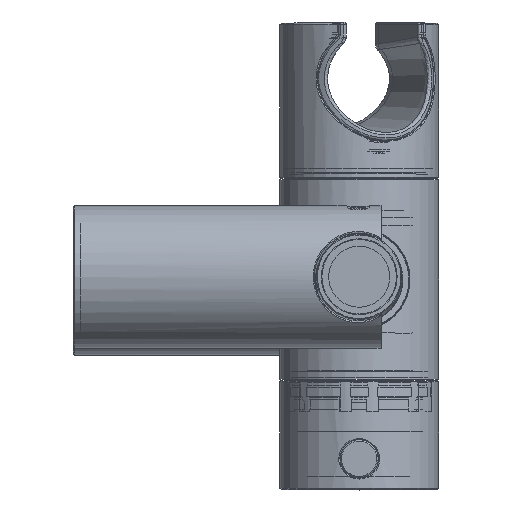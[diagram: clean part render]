
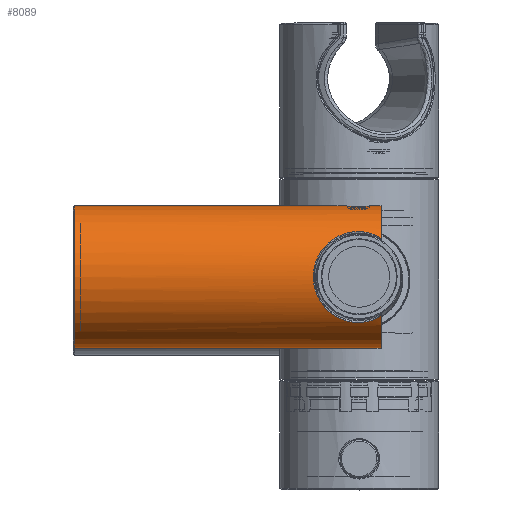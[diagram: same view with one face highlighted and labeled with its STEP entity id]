
A CAD part, top view. The second image highlights one B-rep face of the part: STEP entity #8089.
In plain terms, the highlighted cylindrical face has radius 15 mm (diameter 30 mm), a full revolution.
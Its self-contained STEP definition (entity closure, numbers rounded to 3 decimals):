
#906=CIRCLE('',#8559,15.);
#907=CIRCLE('',#8560,15.);
#908=CIRCLE('',#8561,15.);
#1388=ORIENTED_EDGE('',*,*,#3298,.F.);
#1389=ORIENTED_EDGE('',*,*,#3299,.T.);
#1390=ORIENTED_EDGE('',*,*,#3300,.T.);
#1391=ORIENTED_EDGE('',*,*,#3301,.T.);
#1392=ORIENTED_EDGE('',*,*,#3302,.T.);
#1393=ORIENTED_EDGE('',*,*,#3303,.T.);
#3298=EDGE_CURVE('',#4253,#4253,#4905,.T.);
#3299=EDGE_CURVE('',#4254,#4255,#4906,.T.);
#3300=EDGE_CURVE('',#4255,#4256,#906,.T.);
#3301=EDGE_CURVE('',#4256,#4257,#4907,.T.);
#3302=EDGE_CURVE('',#4257,#4254,#907,.T.);
#3303=EDGE_CURVE('',#4258,#4258,#908,.F.);
#4253=VERTEX_POINT('',#11549);
#4254=VERTEX_POINT('',#11569);
#4255=VERTEX_POINT('',#11570);
#4256=VERTEX_POINT('',#11572);
#4257=VERTEX_POINT('',#11592);
#4258=VERTEX_POINT('',#11595);
#4905=B_SPLINE_CURVE_WITH_KNOTS('',3,(#11537,#11538,#11539,#11540,#11541,
#11542,#11543,#11544,#11545,#11546,#11547,#11548),.UNSPECIFIED.,.T.,.F.,
(1,1,1,1,1,1,1,1,1,1,1,1,1,1,1,1),(-0.005,-0.004,
-0.002,0.,0.002,0.004,0.006,
0.008,0.01,0.011,0.012,
0.014,0.016,0.017,0.019,
0.021),.UNSPECIFIED.);
#4906=B_SPLINE_CURVE_WITH_KNOTS('',3,(#11550,#11551,#11552,#11553,#11554,
#11555,#11556,#11557,#11558,#11559,#11560,#11561,#11562,#11563,#11564,#11565,
#11566,#11567,#11568),.UNSPECIFIED.,.F.,.F.,(4,1,1,1,1,1,1,1,1,1,1,1,1,
1,1,1,4),(0.,0.003,0.005,0.008,
0.01,0.013,0.016,0.018,
0.021,0.023,0.026,0.029,
0.031,0.034,0.036,0.039,
0.041),.UNSPECIFIED.);
#4907=B_SPLINE_CURVE_WITH_KNOTS('',3,(#11573,#11574,#11575,#11576,#11577,
#11578,#11579,#11580,#11581,#11582,#11583,#11584,#11585,#11586,#11587,#11588,
#11589,#11590,#11591),.UNSPECIFIED.,.F.,.F.,(4,1,1,1,1,1,1,1,1,1,1,1,1,
1,1,1,4),(0.,0.003,0.005,0.008,
0.01,0.013,0.016,0.018,
0.021,0.023,0.026,0.029,
0.031,0.034,0.036,0.039,
0.042),.UNSPECIFIED.);
#5098=EDGE_LOOP('',(#1388));
#5099=EDGE_LOOP('',(#1389,#1390,#1391,#1392));
#5100=EDGE_LOOP('',(#1393));
#5640=FACE_BOUND('',#5098,.T.);
#5641=FACE_BOUND('',#5099,.T.);
#5642=FACE_BOUND('',#5100,.T.);
#6183=CYLINDRICAL_SURFACE('',#8558,15.);
#8089=ADVANCED_FACE('',(#5640,#5641,#5642),#6183,.T.);
#8558=AXIS2_PLACEMENT_3D('',#11536,#9461,#9462);
#8559=AXIS2_PLACEMENT_3D('',#11571,#9463,#9464);
#8560=AXIS2_PLACEMENT_3D('',#11593,#9465,#9466);
#8561=AXIS2_PLACEMENT_3D('',#11594,#9467,#9468);
#9461=DIRECTION('',(-1.,0.,0.));
#9462=DIRECTION('',(0.,0.,1.));
#9463=DIRECTION('',(-1.,0.,0.));
#9464=DIRECTION('',(0.,0.,1.));
#9465=DIRECTION('',(-1.,0.,0.));
#9466=DIRECTION('',(0.,0.,1.));
#9467=DIRECTION('',(-1.,0.,0.));
#9468=DIRECTION('',(0.,0.,1.));
#11536=CARTESIAN_POINT('',(65.,0.,0.));
#11537=CARTESIAN_POINT('',(60.045,-2.611,-14.767));
#11538=CARTESIAN_POINT('',(58.082,-1.942,-14.894));
#11539=CARTESIAN_POINT('',(57.125,-0.046,-15.051));
#11540=CARTESIAN_POINT('',(58.019,1.89,-14.903));
#11541=CARTESIAN_POINT('',(59.96,2.608,-14.766));
#11542=CARTESIAN_POINT('',(61.916,1.94,-14.895));
#11543=CARTESIAN_POINT('',(62.711,0.376,-15.023));
#11544=CARTESIAN_POINT('',(62.437,-0.934,-14.98));
#11545=CARTESIAN_POINT('',(61.656,-2.,-14.879));
#11546=CARTESIAN_POINT('',(60.045,-2.611,-14.767));
#11547=CARTESIAN_POINT('',(58.082,-1.942,-14.894));
#11548=CARTESIAN_POINT('',(57.125,-0.046,-15.051));
#11549=CARTESIAN_POINT('',(58.25,-1.737,-14.899));
#11550=CARTESIAN_POINT('',(64.8,12.527,8.25));
#11551=CARTESIAN_POINT('',(64.098,12.251,8.67));
#11552=CARTESIAN_POINT('',(62.587,11.756,9.329));
#11553=CARTESIAN_POINT('',(60.02,11.44,9.7));
#11554=CARTESIAN_POINT('',(57.439,11.748,9.339));
#11555=CARTESIAN_POINT('',(55.159,12.494,8.347));
#11556=CARTESIAN_POINT('',(53.249,13.393,6.848));
#11557=CARTESIAN_POINT('',(51.763,14.235,4.905));
#11558=CARTESIAN_POINT('',(50.789,14.844,2.604));
#11559=CARTESIAN_POINT('',(50.433,15.076,0.006));
#11560=CARTESIAN_POINT('',(50.777,14.852,-2.554));
#11561=CARTESIAN_POINT('',(51.75,14.242,-4.888));
#11562=CARTESIAN_POINT('',(53.24,13.398,-6.839));
#11563=CARTESIAN_POINT('',(55.148,12.498,-8.34));
#11564=CARTESIAN_POINT('',(57.428,11.751,-9.335));
#11565=CARTESIAN_POINT('',(60.003,11.441,-9.699));
#11566=CARTESIAN_POINT('',(62.572,11.751,-9.335));
#11567=CARTESIAN_POINT('',(64.096,12.25,-8.671));
#11568=CARTESIAN_POINT('',(64.8,12.527,-8.25));
#11569=CARTESIAN_POINT('',(64.8,12.527,8.25));
#11570=CARTESIAN_POINT('',(64.8,12.527,-8.25));
#11571=CARTESIAN_POINT('',(64.8,0.,0.));
#11572=CARTESIAN_POINT('',(64.8,-12.527,-8.25));
#11573=CARTESIAN_POINT('',(64.8,-12.527,-8.25));
#11574=CARTESIAN_POINT('',(64.096,-12.25,-8.671));
#11575=CARTESIAN_POINT('',(62.571,-11.751,-9.335));
#11576=CARTESIAN_POINT('',(60.002,-11.441,-9.699));
#11577=CARTESIAN_POINT('',(57.427,-11.751,-9.335));
#11578=CARTESIAN_POINT('',(55.147,-12.498,-8.34));
#11579=CARTESIAN_POINT('',(53.239,-13.398,-6.838));
#11580=CARTESIAN_POINT('',(51.75,-14.243,-4.888));
#11581=CARTESIAN_POINT('',(50.777,-14.852,-2.553));
#11582=CARTESIAN_POINT('',(50.433,-15.076,0.007));
#11583=CARTESIAN_POINT('',(50.79,-14.843,2.605));
#11584=CARTESIAN_POINT('',(51.764,-14.234,4.906));
#11585=CARTESIAN_POINT('',(53.25,-13.392,6.849));
#11586=CARTESIAN_POINT('',(55.16,-12.493,8.348));
#11587=CARTESIAN_POINT('',(57.444,-11.748,9.339));
#11588=CARTESIAN_POINT('',(60.015,-11.44,9.699));
#11589=CARTESIAN_POINT('',(62.587,-11.755,9.33));
#11590=CARTESIAN_POINT('',(64.097,-12.251,8.67));
#11591=CARTESIAN_POINT('',(64.8,-12.527,8.25));
#11592=CARTESIAN_POINT('',(64.8,-12.527,8.25));
#11593=CARTESIAN_POINT('',(64.8,0.,0.));
#11594=CARTESIAN_POINT('',(0.2,0.,0.));
#11595=CARTESIAN_POINT('',(0.2,0.,15.));
